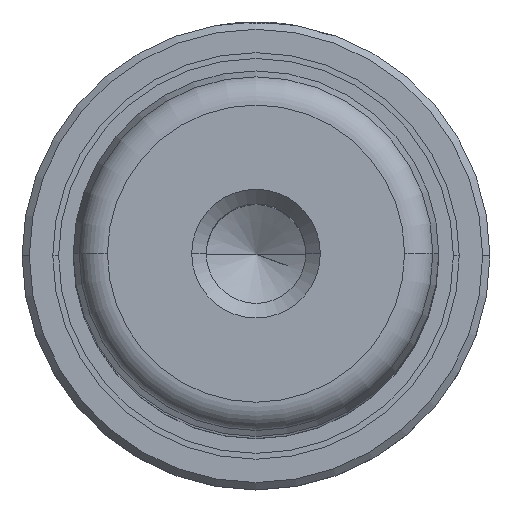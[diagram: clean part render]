
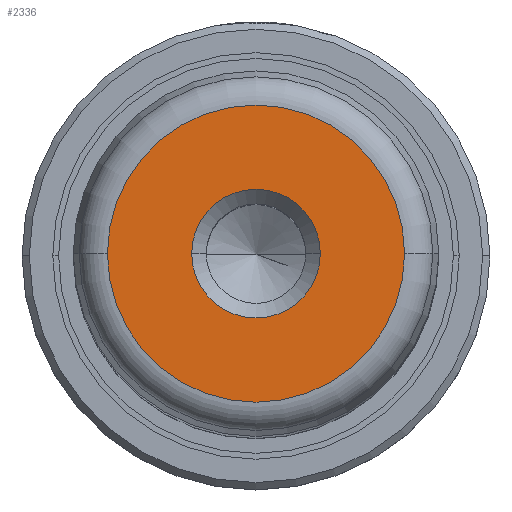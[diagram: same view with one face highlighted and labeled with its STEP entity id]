
A CAD part, top view. The second image highlights one B-rep face of the part: STEP entity #2336.
In plain terms, the highlighted planar face has unit normal (0, 0, 1).
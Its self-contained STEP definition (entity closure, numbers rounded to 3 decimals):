
#60 = CARTESIAN_POINT ( 'NONE',  ( 4.4, 0., 140. ) ) ;
#117 = EDGE_CURVE ( 'NONE', #801, #2055, #1833, .T. ) ;
#184 = VERTEX_POINT ( 'NONE', #826 ) ;
#291 = ORIENTED_EDGE ( 'NONE', *, *, #1560, .T. ) ;
#315 = FACE_BOUND ( 'NONE', #1388, .T. ) ;
#395 = ORIENTED_EDGE ( 'NONE', *, *, #1434, .T. ) ;
#448 = AXIS2_PLACEMENT_3D ( 'NONE', #617, #718, #524 ) ;
#449 = CIRCLE ( 'NONE', #989, 4.4 ) ;
#524 = DIRECTION ( 'NONE',  ( 1., 0., 0. ) ) ;
#568 = PLANE ( 'NONE',  #448 ) ;
#617 = CARTESIAN_POINT ( 'NONE',  ( 0., 0., 140. ) ) ;
#718 = DIRECTION ( 'NONE',  ( 0., 0., 1. ) ) ;
#747 = CARTESIAN_POINT ( 'NONE',  ( 10.161, 0., 140. ) ) ;
#753 = CARTESIAN_POINT ( 'NONE',  ( -4.4, 0., 140. ) ) ;
#763 = EDGE_CURVE ( 'NONE', #2055, #801, #449, .T. ) ;
#782 = DIRECTION ( 'NONE',  ( 1., 0., 0. ) ) ;
#799 = VERTEX_POINT ( 'NONE', #747 ) ;
#801 = VERTEX_POINT ( 'NONE', #753 ) ;
#806 = DIRECTION ( 'NONE',  ( 0., 0., -1. ) ) ;
#809 = CARTESIAN_POINT ( 'NONE',  ( 0., 0., 140. ) ) ;
#826 = CARTESIAN_POINT ( 'NONE',  ( -10.161, 0., 140. ) ) ;
#972 = ORIENTED_EDGE ( 'NONE', *, *, #763, .T. ) ;
#989 = AXIS2_PLACEMENT_3D ( 'NONE', #809, #806, #782 ) ;
#1184 = ORIENTED_EDGE ( 'NONE', *, *, #117, .T. ) ;
#1373 = AXIS2_PLACEMENT_3D ( 'NONE', #1451, #1446, #1437 ) ;
#1388 = EDGE_LOOP ( 'NONE', ( #972, #1184 ) ) ;
#1424 = FACE_OUTER_BOUND ( 'NONE', #1671, .T. ) ;
#1434 = EDGE_CURVE ( 'NONE', #184, #799, #1549, .T. ) ;
#1437 = DIRECTION ( 'NONE',  ( 1., 0., 0. ) ) ;
#1446 = DIRECTION ( 'NONE',  ( 0., 0., 1. ) ) ;
#1451 = CARTESIAN_POINT ( 'NONE',  ( 0., 0., 140. ) ) ;
#1484 = AXIS2_PLACEMENT_3D ( 'NONE', #1769, #1765, #1762 ) ;
#1549 = CIRCLE ( 'NONE', #1484, 10.161 ) ;
#1560 = EDGE_CURVE ( 'NONE', #799, #184, #1829, .T. ) ;
#1614 = CARTESIAN_POINT ( 'NONE',  ( 0., 0., 140. ) ) ;
#1650 = DIRECTION ( 'NONE',  ( 0., 0., -1. ) ) ;
#1671 = EDGE_LOOP ( 'NONE', ( #291, #395 ) ) ;
#1687 = DIRECTION ( 'NONE',  ( 1., 0., 0. ) ) ;
#1762 = DIRECTION ( 'NONE',  ( 1., 0., 0. ) ) ;
#1765 = DIRECTION ( 'NONE',  ( 0., 0., 1. ) ) ;
#1769 = CARTESIAN_POINT ( 'NONE',  ( 0., 0., 140. ) ) ;
#1829 = CIRCLE ( 'NONE', #1373, 10.161 ) ;
#1833 = CIRCLE ( 'NONE', #2135, 4.4 ) ;
#2055 = VERTEX_POINT ( 'NONE', #60 ) ;
#2135 = AXIS2_PLACEMENT_3D ( 'NONE', #1614, #1650, #1687 ) ;
#2336 = ADVANCED_FACE ( 'NONE', ( #315, #1424 ), #568, .T. ) ;
